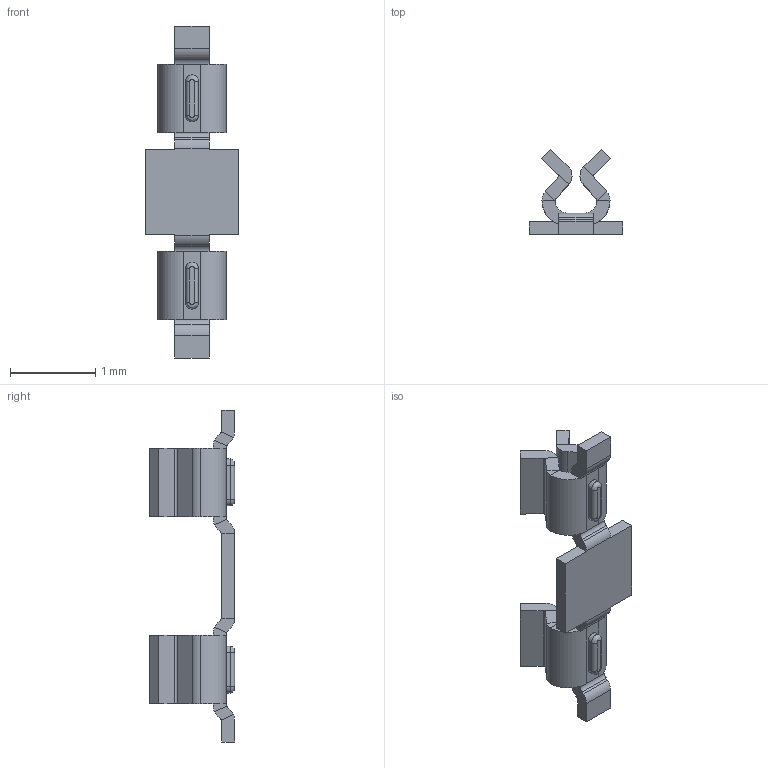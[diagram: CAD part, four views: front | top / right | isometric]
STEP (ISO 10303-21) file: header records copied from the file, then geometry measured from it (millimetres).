
FILE_DESCRIPTION(('STEP AP242'),'1');
FILE_NAME('s0941-46r.stp','2023-09-28T02:55:00',('TraceParts'),('TraceParts S.A.'),'Spatial InterOp 3D',' ',' ');
FILE_SCHEMA(('AP242_MANAGED_MODEL_BASED_3D_ENGINEERING_MIM_LF {1 0 10303 442 1 1 4}'));
Length unit declared in the file: millimetre
Products named in the file (1): Solide1
Bounding box: 1.1 x 1 x 3.9 mm (x, y, z)
Volume: 0.8 mm3; surface area: 14.4 mm2
Topology: 1 solids, 1 shells, 206 faces, 512 edges, 312 vertices
Faces by surface type: plane 142, cylinder 48, bspline 16
Entity records: 8932 total; most frequent: CARTESIAN_POINT 4003, DIRECTION 1030, ORIENTED_EDGE 1024, EDGE_CURVE 512, LINE 344, VECTOR 344, AXIS2_PLACEMENT_3D 343, VERTEX_POINT 312
